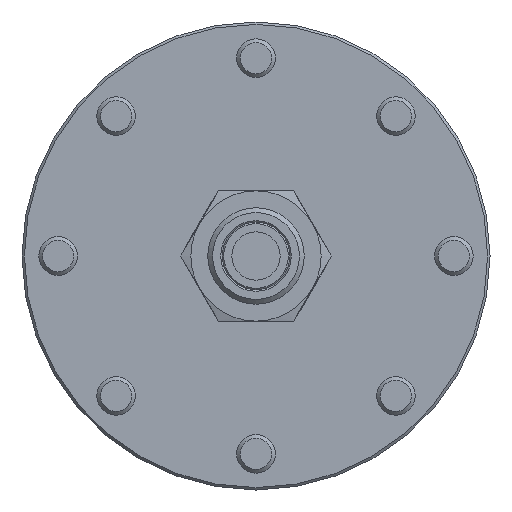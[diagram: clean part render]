
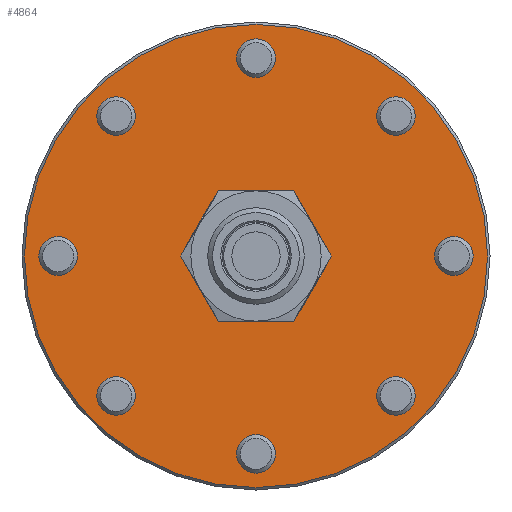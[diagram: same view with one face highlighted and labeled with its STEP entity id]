
A CAD part, left-side view. The second image highlights one B-rep face of the part: STEP entity #4864.
In plain terms, the highlighted planar face has unit normal (-1, 0, 0).
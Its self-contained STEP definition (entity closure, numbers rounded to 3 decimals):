
#214=FACE_BOUND('',#842,.T.);
#215=FACE_BOUND('',#843,.T.);
#216=FACE_BOUND('',#844,.T.);
#217=FACE_BOUND('',#845,.T.);
#218=FACE_BOUND('',#846,.T.);
#219=FACE_BOUND('',#847,.T.);
#220=FACE_BOUND('',#848,.T.);
#221=FACE_BOUND('',#849,.T.);
#222=FACE_BOUND('',#850,.T.);
#321=PLANE('',#5288);
#524=FACE_OUTER_BOUND('',#841,.T.);
#841=EDGE_LOOP('',(#3680));
#842=EDGE_LOOP('',(#3681,#3682,#3683,#3684,#3685,#3686));
#843=EDGE_LOOP('',(#3687,#3688));
#844=EDGE_LOOP('',(#3689,#3690));
#845=EDGE_LOOP('',(#3691,#3692));
#846=EDGE_LOOP('',(#3693,#3694));
#847=EDGE_LOOP('',(#3695,#3696));
#848=EDGE_LOOP('',(#3697,#3698));
#849=EDGE_LOOP('',(#3699,#3700));
#850=EDGE_LOOP('',(#3701,#3702));
#1174=CIRCLE('',#5287,48.);
#1175=CIRCLE('',#5289,3.375);
#1176=CIRCLE('',#5290,3.375);
#1177=CIRCLE('',#5291,3.375);
#1178=CIRCLE('',#5292,3.375);
#1179=CIRCLE('',#5293,3.375);
#1180=CIRCLE('',#5294,3.375);
#1181=CIRCLE('',#5295,3.375);
#1182=CIRCLE('',#5296,3.375);
#1183=CIRCLE('',#5297,3.375);
#1184=CIRCLE('',#5298,3.375);
#1185=CIRCLE('',#5299,3.375);
#1186=CIRCLE('',#5300,3.375);
#1187=CIRCLE('',#5301,3.375);
#1188=CIRCLE('',#5302,3.375);
#1189=CIRCLE('',#5303,3.375);
#1190=CIRCLE('',#5304,3.375);
#1488=LINE('',#7787,#1807);
#1491=LINE('',#7792,#1810);
#1493=LINE('',#7796,#1812);
#1497=LINE('',#7838,#1816);
#1498=LINE('',#7840,#1817);
#1499=LINE('',#7841,#1818);
#1807=VECTOR('',#6161,10.);
#1810=VECTOR('',#6166,10.);
#1812=VECTOR('',#6170,10.);
#1816=VECTOR('',#6216,10.);
#1817=VECTOR('',#6217,10.);
#1818=VECTOR('',#6218,10.);
#2166=VERTEX_POINT('',#7784);
#2167=VERTEX_POINT('',#7786);
#2168=VERTEX_POINT('',#7790);
#2169=VERTEX_POINT('',#7794);
#2185=VERTEX_POINT('',#7833);
#2186=VERTEX_POINT('',#7837);
#2187=VERTEX_POINT('',#7839);
#2188=VERTEX_POINT('',#7842);
#2189=VERTEX_POINT('',#7843);
#2190=VERTEX_POINT('',#7846);
#2191=VERTEX_POINT('',#7847);
#2192=VERTEX_POINT('',#7850);
#2193=VERTEX_POINT('',#7851);
#2194=VERTEX_POINT('',#7854);
#2195=VERTEX_POINT('',#7855);
#2196=VERTEX_POINT('',#7858);
#2197=VERTEX_POINT('',#7859);
#2198=VERTEX_POINT('',#7862);
#2199=VERTEX_POINT('',#7863);
#2200=VERTEX_POINT('',#7866);
#2201=VERTEX_POINT('',#7867);
#2202=VERTEX_POINT('',#7870);
#2203=VERTEX_POINT('',#7871);
#2742=EDGE_CURVE('',#2167,#2166,#1488,.T.);
#2745=EDGE_CURVE('',#2166,#2168,#1491,.T.);
#2747=EDGE_CURVE('',#2168,#2169,#1493,.T.);
#2765=EDGE_CURVE('',#2185,#2185,#1174,.T.);
#2767=EDGE_CURVE('',#2169,#2186,#1497,.T.);
#2768=EDGE_CURVE('',#2186,#2187,#1498,.T.);
#2769=EDGE_CURVE('',#2187,#2167,#1499,.T.);
#2770=EDGE_CURVE('',#2188,#2189,#1175,.T.);
#2771=EDGE_CURVE('',#2189,#2188,#1176,.T.);
#2772=EDGE_CURVE('',#2190,#2191,#1177,.T.);
#2773=EDGE_CURVE('',#2191,#2190,#1178,.T.);
#2774=EDGE_CURVE('',#2192,#2193,#1179,.T.);
#2775=EDGE_CURVE('',#2193,#2192,#1180,.T.);
#2776=EDGE_CURVE('',#2194,#2195,#1181,.T.);
#2777=EDGE_CURVE('',#2195,#2194,#1182,.T.);
#2778=EDGE_CURVE('',#2196,#2197,#1183,.T.);
#2779=EDGE_CURVE('',#2197,#2196,#1184,.T.);
#2780=EDGE_CURVE('',#2198,#2199,#1185,.T.);
#2781=EDGE_CURVE('',#2199,#2198,#1186,.T.);
#2782=EDGE_CURVE('',#2200,#2201,#1187,.T.);
#2783=EDGE_CURVE('',#2201,#2200,#1188,.T.);
#2784=EDGE_CURVE('',#2202,#2203,#1189,.T.);
#2785=EDGE_CURVE('',#2203,#2202,#1190,.T.);
#3680=ORIENTED_EDGE('',*,*,#2765,.F.);
#3681=ORIENTED_EDGE('',*,*,#2767,.T.);
#3682=ORIENTED_EDGE('',*,*,#2768,.T.);
#3683=ORIENTED_EDGE('',*,*,#2769,.T.);
#3684=ORIENTED_EDGE('',*,*,#2742,.T.);
#3685=ORIENTED_EDGE('',*,*,#2745,.T.);
#3686=ORIENTED_EDGE('',*,*,#2747,.T.);
#3687=ORIENTED_EDGE('',*,*,#2770,.T.);
#3688=ORIENTED_EDGE('',*,*,#2771,.T.);
#3689=ORIENTED_EDGE('',*,*,#2772,.T.);
#3690=ORIENTED_EDGE('',*,*,#2773,.T.);
#3691=ORIENTED_EDGE('',*,*,#2774,.T.);
#3692=ORIENTED_EDGE('',*,*,#2775,.T.);
#3693=ORIENTED_EDGE('',*,*,#2776,.T.);
#3694=ORIENTED_EDGE('',*,*,#2777,.T.);
#3695=ORIENTED_EDGE('',*,*,#2778,.T.);
#3696=ORIENTED_EDGE('',*,*,#2779,.T.);
#3697=ORIENTED_EDGE('',*,*,#2780,.T.);
#3698=ORIENTED_EDGE('',*,*,#2781,.T.);
#3699=ORIENTED_EDGE('',*,*,#2782,.T.);
#3700=ORIENTED_EDGE('',*,*,#2783,.T.);
#3701=ORIENTED_EDGE('',*,*,#2784,.T.);
#3702=ORIENTED_EDGE('',*,*,#2785,.T.);
#4864=ADVANCED_FACE('',(#524,#214,#215,#216,#217,#218,#219,#220,#221,#222),
#321,.T.);
#5287=AXIS2_PLACEMENT_3D('',#7834,#6211,#6212);
#5288=AXIS2_PLACEMENT_3D('',#7836,#6214,#6215);
#5289=AXIS2_PLACEMENT_3D('',#7844,#6219,#6220);
#5290=AXIS2_PLACEMENT_3D('',#7845,#6221,#6222);
#5291=AXIS2_PLACEMENT_3D('',#7848,#6223,#6224);
#5292=AXIS2_PLACEMENT_3D('',#7849,#6225,#6226);
#5293=AXIS2_PLACEMENT_3D('',#7852,#6227,#6228);
#5294=AXIS2_PLACEMENT_3D('',#7853,#6229,#6230);
#5295=AXIS2_PLACEMENT_3D('',#7856,#6231,#6232);
#5296=AXIS2_PLACEMENT_3D('',#7857,#6233,#6234);
#5297=AXIS2_PLACEMENT_3D('',#7860,#6235,#6236);
#5298=AXIS2_PLACEMENT_3D('',#7861,#6237,#6238);
#5299=AXIS2_PLACEMENT_3D('',#7864,#6239,#6240);
#5300=AXIS2_PLACEMENT_3D('',#7865,#6241,#6242);
#5301=AXIS2_PLACEMENT_3D('',#7868,#6243,#6244);
#5302=AXIS2_PLACEMENT_3D('',#7869,#6245,#6246);
#5303=AXIS2_PLACEMENT_3D('',#7872,#6247,#6248);
#5304=AXIS2_PLACEMENT_3D('',#7873,#6249,#6250);
#6161=DIRECTION('',(0.,0.5,0.866));
#6166=DIRECTION('',(0.,-0.5,0.866));
#6170=DIRECTION('',(0.,-1.,0.));
#6211=DIRECTION('center_axis',(1.,0.,0.));
#6212=DIRECTION('ref_axis',(0.,-1.,0.));
#6214=DIRECTION('center_axis',(-1.,0.,0.));
#6215=DIRECTION('ref_axis',(0.,0.,1.));
#6216=DIRECTION('',(0.,-0.5,-0.866));
#6217=DIRECTION('',(0.,0.5,-0.866));
#6218=DIRECTION('',(0.,1.,0.));
#6219=DIRECTION('center_axis',(1.,0.,0.));
#6220=DIRECTION('ref_axis',(0.,0.,1.));
#6221=DIRECTION('center_axis',(1.,0.,0.));
#6222=DIRECTION('ref_axis',(0.,0.,1.));
#6223=DIRECTION('center_axis',(1.,0.,0.));
#6224=DIRECTION('ref_axis',(0.,0.707,0.707));
#6225=DIRECTION('center_axis',(1.,0.,0.));
#6226=DIRECTION('ref_axis',(0.,0.707,0.707));
#6227=DIRECTION('center_axis',(1.,0.,0.));
#6228=DIRECTION('ref_axis',(0.,1.,0.));
#6229=DIRECTION('center_axis',(1.,0.,0.));
#6230=DIRECTION('ref_axis',(0.,1.,0.));
#6231=DIRECTION('center_axis',(1.,0.,0.));
#6232=DIRECTION('ref_axis',(0.,0.707,-0.707));
#6233=DIRECTION('center_axis',(1.,0.,0.));
#6234=DIRECTION('ref_axis',(0.,0.707,-0.707));
#6235=DIRECTION('center_axis',(1.,0.,0.));
#6236=DIRECTION('ref_axis',(0.,0.,-1.));
#6237=DIRECTION('center_axis',(1.,0.,0.));
#6238=DIRECTION('ref_axis',(0.,0.,-1.));
#6239=DIRECTION('center_axis',(1.,0.,0.));
#6240=DIRECTION('ref_axis',(0.,-0.707,-0.707));
#6241=DIRECTION('center_axis',(1.,0.,0.));
#6242=DIRECTION('ref_axis',(0.,-0.707,-0.707));
#6243=DIRECTION('center_axis',(1.,0.,0.));
#6244=DIRECTION('ref_axis',(0.,-1.,0.));
#6245=DIRECTION('center_axis',(1.,0.,0.));
#6246=DIRECTION('ref_axis',(0.,-1.,0.));
#6247=DIRECTION('center_axis',(1.,0.,0.));
#6248=DIRECTION('ref_axis',(0.,-0.707,0.707));
#6249=DIRECTION('center_axis',(1.,0.,0.));
#6250=DIRECTION('ref_axis',(0.,-0.707,0.707));
#7784=CARTESIAN_POINT('',(-13.,15.588,0.));
#7786=CARTESIAN_POINT('',(-13.,7.794,-13.5));
#7787=CARTESIAN_POINT('',(-13.,13.64,-3.375));
#7790=CARTESIAN_POINT('',(-13.,7.794,13.5));
#7792=CARTESIAN_POINT('',(-13.,9.743,10.125));
#7794=CARTESIAN_POINT('',(-13.,-7.794,13.5));
#7796=CARTESIAN_POINT('',(-13.,-3.897,13.5));
#7833=CARTESIAN_POINT('',(-13.,48.,0.));
#7834=CARTESIAN_POINT('Origin',(-13.,0.,0.));
#7836=CARTESIAN_POINT('Origin',(-13.,0.,0.));
#7837=CARTESIAN_POINT('',(-13.,-15.588,0.));
#7838=CARTESIAN_POINT('',(-13.,-13.64,3.375));
#7839=CARTESIAN_POINT('',(-13.,-7.794,-13.5));
#7840=CARTESIAN_POINT('',(-13.,-9.743,-10.125));
#7841=CARTESIAN_POINT('',(-13.,3.897,-13.5));
#7842=CARTESIAN_POINT('',(-13.,41.,3.375));
#7843=CARTESIAN_POINT('',(-13.,41.,-3.375));
#7844=CARTESIAN_POINT('Origin',(-13.,41.,0.));
#7845=CARTESIAN_POINT('Origin',(-13.,41.,0.));
#7846=CARTESIAN_POINT('',(-13.,31.378,-26.605));
#7847=CARTESIAN_POINT('',(-13.,26.605,-31.378));
#7848=CARTESIAN_POINT('Origin',(-13.,28.991,-28.991));
#7849=CARTESIAN_POINT('Origin',(-13.,28.991,-28.991));
#7850=CARTESIAN_POINT('',(-13.,3.375,-41.));
#7851=CARTESIAN_POINT('',(-13.,-3.375,-41.));
#7852=CARTESIAN_POINT('Origin',(-13.,0.,-41.));
#7853=CARTESIAN_POINT('Origin',(-13.,0.,-41.));
#7854=CARTESIAN_POINT('',(-13.,-26.605,-31.378));
#7855=CARTESIAN_POINT('',(-13.,-31.378,-26.605));
#7856=CARTESIAN_POINT('Origin',(-13.,-28.991,-28.991));
#7857=CARTESIAN_POINT('Origin',(-13.,-28.991,-28.991));
#7858=CARTESIAN_POINT('',(-13.,-41.,-3.375));
#7859=CARTESIAN_POINT('',(-13.,-41.,3.375));
#7860=CARTESIAN_POINT('Origin',(-13.,-41.,0.));
#7861=CARTESIAN_POINT('Origin',(-13.,-41.,0.));
#7862=CARTESIAN_POINT('',(-13.,-31.378,26.605));
#7863=CARTESIAN_POINT('',(-13.,-26.605,31.378));
#7864=CARTESIAN_POINT('Origin',(-13.,-28.991,28.991));
#7865=CARTESIAN_POINT('Origin',(-13.,-28.991,28.991));
#7866=CARTESIAN_POINT('',(-13.,-3.375,41.));
#7867=CARTESIAN_POINT('',(-13.,3.375,41.));
#7868=CARTESIAN_POINT('Origin',(-13.,0.,41.));
#7869=CARTESIAN_POINT('Origin',(-13.,0.,41.));
#7870=CARTESIAN_POINT('',(-13.,26.605,31.378));
#7871=CARTESIAN_POINT('',(-13.,31.378,26.605));
#7872=CARTESIAN_POINT('Origin',(-13.,28.991,28.991));
#7873=CARTESIAN_POINT('Origin',(-13.,28.991,28.991));
